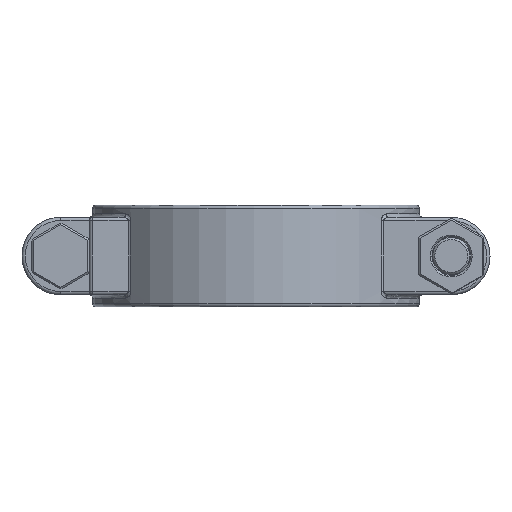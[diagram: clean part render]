
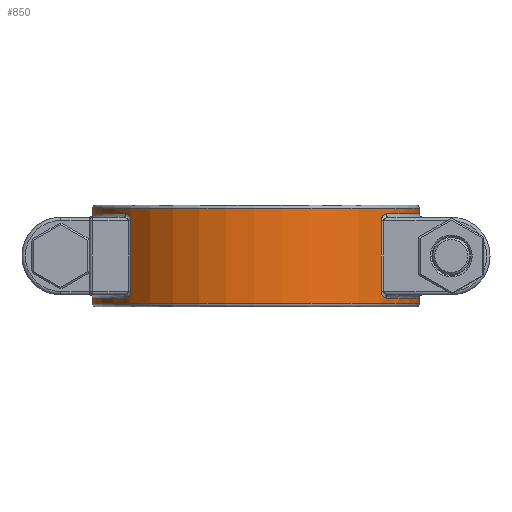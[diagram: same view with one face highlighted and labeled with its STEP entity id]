
A CAD part, front view. The second image highlights one B-rep face of the part: STEP entity #850.
In plain terms, the highlighted cylindrical face has radius 39.624 mm (diameter 79.248 mm), a partial arc.
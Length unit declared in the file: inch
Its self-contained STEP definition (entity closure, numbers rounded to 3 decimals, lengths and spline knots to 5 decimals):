
#142=CARTESIAN_POINT('',(-1.55967,0.03189,0.40125));
#143=VERTEX_POINT('',#142);
#204=CARTESIAN_POINT('',(-1.24505,0.93992,0.40125));
#205=VERTEX_POINT('',#204);
#223=CARTESIAN_POINT('',(0.0,0.0,0.40125));
#224=DIRECTION('',(0.0,0.0,-1.));
#225=DIRECTION('',(-0.942,0.335,0.0));
#226=AXIS2_PLACEMENT_3D('',#223,#224,#225);
#227=CIRCLE('',#226,1.56);
#228=EDGE_CURVE('',#143,#205,#227,.T.);
#367=CARTESIAN_POINT('',(-1.19633,1.00119,0.33875));
#368=VERTEX_POINT('',#367);
#393=CARTESIAN_POINT('',(-1.24505,0.93992,0.40125));
#394=CARTESIAN_POINT('',(-1.23877,0.94824,0.40125));
#395=CARTESIAN_POINT('',(-1.2292,0.96064,0.39868));
#396=CARTESIAN_POINT('',(-1.21946,0.9729,0.39167));
#397=CARTESIAN_POINT('',(-1.21524,0.97815,0.38763));
#398=CARTESIAN_POINT('',(-1.20972,0.985,0.38174));
#399=CARTESIAN_POINT('',(-1.20298,0.99321,0.37147));
#400=CARTESIAN_POINT('',(-1.19827,0.99887,0.35716));
#401=CARTESIAN_POINT('',(-1.19662,1.00085,0.34677));
#402=CARTESIAN_POINT('',(-1.19633,1.00119,0.34141));
#403=CARTESIAN_POINT('',(-1.19633,1.00119,0.33875));
#404=B_SPLINE_CURVE_WITH_KNOTS('',3,(#393,#394,#395,#396,#397,#398,#399,#400,#401,#402,#403),.UNSPECIFIED.,.F.,.U.,(4,1,1,1,1,1,1,1,4),(0.,0.08097,0.12146,0.13158,0.1417,0.20244,0.24292,0.26317,0.28341),.UNSPECIFIED.);
#405=EDGE_CURVE('',#205,#368,#404,.T.);
#415=CARTESIAN_POINT('',(-1.19633,1.00119,-0.33875));
#416=VERTEX_POINT('',#415);
#433=CARTESIAN_POINT('',(-1.19633,1.00119,0.33875));
#434=DIRECTION('',(0.0,0.0,-1.0));
#435=VECTOR('',#434,0.6775);
#436=LINE('',#433,#435);
#437=EDGE_CURVE('',#368,#416,#436,.T.);
#513=CARTESIAN_POINT('',(-1.24505,0.93992,-0.40125));
#514=VERTEX_POINT('',#513);
#538=CARTESIAN_POINT('',(-1.19633,1.00119,-0.33875));
#539=CARTESIAN_POINT('',(-1.19633,1.00119,-0.34406));
#540=CARTESIAN_POINT('',(-1.1972,1.00015,-0.35214));
#541=CARTESIAN_POINT('',(-1.20017,0.99659,-0.36315));
#542=CARTESIAN_POINT('',(-1.2039,0.99209,-0.37215));
#543=CARTESIAN_POINT('',(-1.21207,0.98213,-0.3855));
#544=CARTESIAN_POINT('',(-1.22312,0.96838,-0.39526));
#545=CARTESIAN_POINT('',(-1.23557,0.95239,-0.40037));
#546=CARTESIAN_POINT('',(-1.24191,0.94408,-0.40125));
#547=CARTESIAN_POINT('',(-1.24505,0.93992,-0.40125));
#548=B_SPLINE_CURVE_WITH_KNOTS('',3,(#538,#539,#540,#541,#542,#543,#544,#545,#546,#547),.UNSPECIFIED.,.F.,.U.,(4,1,1,1,1,1,1,4),(0.,0.04048,0.06072,0.09108,0.12144,0.2024,0.24288,0.28336),.UNSPECIFIED.);
#549=EDGE_CURVE('',#416,#514,#548,.T.);
#577=CARTESIAN_POINT('',(-1.55967,0.03189,-0.40125));
#578=VERTEX_POINT('',#577);
#596=CARTESIAN_POINT('',(0.0,0.0,-0.40125));
#597=DIRECTION('',(0.0,0.0,1.));
#598=DIRECTION('',(-0.942,0.335,0.0));
#599=AXIS2_PLACEMENT_3D('',#596,#597,#598);
#600=CIRCLE('',#599,1.56);
#601=EDGE_CURVE('',#514,#578,#600,.T.);
#714=CARTESIAN_POINT('',(0.0,0.0,0.0));
#715=DIRECTION('',(0.0,0.0,1.0));
#716=DIRECTION('',(1.0,0.0,0.0));
#717=AXIS2_PLACEMENT_3D('',#714,#715,#716);
#718=CYLINDRICAL_SURFACE('',#717,1.56);
#719=ORIENTED_EDGE('',*,*,#601,.F.);
#720=ORIENTED_EDGE('',*,*,#549,.F.);
#721=ORIENTED_EDGE('',*,*,#437,.F.);
#722=ORIENTED_EDGE('',*,*,#405,.F.);
#723=ORIENTED_EDGE('',*,*,#228,.F.);
#724=CARTESIAN_POINT('',(-1.55967,0.03189,0.45375));
#725=VERTEX_POINT('',#724);
#726=CARTESIAN_POINT('',(-1.55967,0.03189,0.45375));
#727=DIRECTION('',(0.0,0.0,-1.0));
#728=VECTOR('',#727,0.0525);
#729=LINE('',#726,#728);
#730=EDGE_CURVE('',#725,#143,#729,.T.);
#731=ORIENTED_EDGE('',*,*,#730,.F.);
#732=CARTESIAN_POINT('',(1.56,0.0,0.45375));
#733=VERTEX_POINT('',#732);
#734=CARTESIAN_POINT('',(0.0,0.0,0.45375));
#735=DIRECTION('',(0.0,0.0,1.0));
#736=DIRECTION('',(1.0,0.0,0.0));
#737=AXIS2_PLACEMENT_3D('',#734,#735,#736);
#738=CIRCLE('',#737,1.56);
#739=EDGE_CURVE('',#733,#725,#738,.T.);
#740=ORIENTED_EDGE('',*,*,#739,.F.);
#741=CARTESIAN_POINT('',(1.56,0.,0.39288));
#742=VERTEX_POINT('',#741);
#743=CARTESIAN_POINT('',(1.56,0.0,0.45375));
#744=DIRECTION('',(0.0,0.0,-1.0));
#745=VECTOR('',#744,0.06087);
#746=LINE('',#743,#745);
#747=EDGE_CURVE('',#733,#742,#746,.T.);
#748=ORIENTED_EDGE('',*,*,#747,.T.);
#749=CARTESIAN_POINT('',(1.5597,0.03064,0.40125));
#750=VERTEX_POINT('',#749);
#751=CARTESIAN_POINT('',(1.5597,0.03064,0.40125));
#752=CARTESIAN_POINT('',(1.55983,0.02379,0.40125));
#753=CARTESIAN_POINT('',(1.55997,0.01311,0.39943));
#754=CARTESIAN_POINT('',(1.56,0.00333,0.39484));
#755=CARTESIAN_POINT('',(1.56,0.,0.39287));
#756=B_SPLINE_CURVE_WITH_KNOTS('',3,(#751,#752,#753,#754,#755),.UNSPECIFIED.,.F.,.U.,(4,1,4),(0.99294,1.04613,1.0758),.UNSPECIFIED.);
#757=EDGE_CURVE('',#750,#742,#756,.T.);
#758=ORIENTED_EDGE('',*,*,#757,.F.);
#759=CARTESIAN_POINT('',(1.24505,0.93992,0.40125));
#760=VERTEX_POINT('',#759);
#761=CARTESIAN_POINT('',(0.0,0.0,0.40125));
#762=DIRECTION('',(0.0,0.0,-1.0));
#763=DIRECTION('',(0.942,0.334,0.0));
#764=AXIS2_PLACEMENT_3D('',#761,#762,#763);
#765=CIRCLE('',#764,1.56);
#766=EDGE_CURVE('',#760,#750,#765,.T.);
#767=ORIENTED_EDGE('',*,*,#766,.F.);
#768=CARTESIAN_POINT('',(1.19633,1.00119,0.33875));
#769=VERTEX_POINT('',#768);
#770=CARTESIAN_POINT('',(1.19633,1.00119,0.33875));
#771=CARTESIAN_POINT('',(1.19633,1.00119,0.34141));
#772=CARTESIAN_POINT('',(1.19662,1.00086,0.34677));
#773=CARTESIAN_POINT('',(1.19827,0.99887,0.35716));
#774=CARTESIAN_POINT('',(1.20298,0.99322,0.37146));
#775=CARTESIAN_POINT('',(1.21035,0.98424,0.38268));
#776=CARTESIAN_POINT('',(1.22152,0.97036,0.39396));
#777=CARTESIAN_POINT('',(1.23241,0.95654,0.39995));
#778=CARTESIAN_POINT('',(1.24191,0.94408,0.40125));
#779=CARTESIAN_POINT('',(1.24505,0.93992,0.40125));
#780=B_SPLINE_CURVE_WITH_KNOTS('',3,(#770,#771,#772,#773,#774,#775,#776,#777,#778,#779),.UNSPECIFIED.,.F.,.U.,(4,1,1,1,1,1,1,4),(0.0,0.02024,0.04049,0.08097,0.1417,0.16195,0.24292,0.28341),.UNSPECIFIED.);
#781=EDGE_CURVE('',#769,#760,#780,.T.);
#782=ORIENTED_EDGE('',*,*,#781,.F.);
#783=CARTESIAN_POINT('',(1.19633,1.00119,-0.33875));
#784=VERTEX_POINT('',#783);
#785=CARTESIAN_POINT('',(1.19633,1.00119,-0.33875));
#786=DIRECTION('',(0.0,0.0,1.0));
#787=VECTOR('',#786,0.6775);
#788=LINE('',#785,#787);
#789=EDGE_CURVE('',#784,#769,#788,.T.);
#790=ORIENTED_EDGE('',*,*,#789,.F.);
#791=CARTESIAN_POINT('',(1.24505,0.93992,-0.40125));
#792=VERTEX_POINT('',#791);
#793=CARTESIAN_POINT('',(1.24505,0.93992,-0.40125));
#794=CARTESIAN_POINT('',(1.24191,0.94408,-0.40125));
#795=CARTESIAN_POINT('',(1.23557,0.95239,-0.40037));
#796=CARTESIAN_POINT('',(1.22312,0.96838,-0.39526));
#797=CARTESIAN_POINT('',(1.21207,0.98213,-0.3855));
#798=CARTESIAN_POINT('',(1.2039,0.99209,-0.37215));
#799=CARTESIAN_POINT('',(1.20017,0.99659,-0.36315));
#800=CARTESIAN_POINT('',(1.1972,1.00015,-0.35214));
#801=CARTESIAN_POINT('',(1.19633,1.00119,-0.34406));
#802=CARTESIAN_POINT('',(1.19633,1.00119,-0.33875));
#803=B_SPLINE_CURVE_WITH_KNOTS('',3,(#793,#794,#795,#796,#797,#798,#799,#800,#801,#802),.UNSPECIFIED.,.F.,.U.,(4,1,1,1,1,1,1,4),(0.0,0.04048,0.08096,0.16192,0.19228,0.22264,0.24288,0.28336),.UNSPECIFIED.);
#804=EDGE_CURVE('',#792,#784,#803,.T.);
#805=ORIENTED_EDGE('',*,*,#804,.F.);
#806=CARTESIAN_POINT('',(1.5597,0.03064,-0.40125));
#807=VERTEX_POINT('',#806);
#808=CARTESIAN_POINT('',(0.0,0.0,-0.40125));
#809=DIRECTION('',(0.0,0.0,1.0));
#810=DIRECTION('',(0.942,0.334,0.0));
#811=AXIS2_PLACEMENT_3D('',#808,#809,#810);
#812=CIRCLE('',#811,1.56);
#813=EDGE_CURVE('',#807,#792,#812,.T.);
#814=ORIENTED_EDGE('',*,*,#813,.F.);
#815=CARTESIAN_POINT('',(1.56,0.,-0.39288));
#816=VERTEX_POINT('',#815);
#817=CARTESIAN_POINT('',(1.56,0.,-0.39288));
#818=CARTESIAN_POINT('',(1.56,0.00333,-0.39484));
#819=CARTESIAN_POINT('',(1.55997,0.01311,-0.39944));
#820=CARTESIAN_POINT('',(1.55983,0.02379,-0.40125));
#821=CARTESIAN_POINT('',(1.5597,0.03064,-0.40125));
#822=B_SPLINE_CURVE_WITH_KNOTS('',3,(#817,#818,#819,#820,#821),.UNSPECIFIED.,.F.,.U.,(4,1,4),(-0.08288,-0.05319,0.),.UNSPECIFIED.);
#823=EDGE_CURVE('',#816,#807,#822,.T.);
#824=ORIENTED_EDGE('',*,*,#823,.F.);
#825=CARTESIAN_POINT('',(1.56,0.0,-0.45375));
#826=VERTEX_POINT('',#825);
#827=CARTESIAN_POINT('',(1.56,0.0,-0.39288));
#828=DIRECTION('',(0.0,0.0,-1.0));
#829=VECTOR('',#828,0.06087);
#830=LINE('',#827,#829);
#831=EDGE_CURVE('',#816,#826,#830,.T.);
#832=ORIENTED_EDGE('',*,*,#831,.T.);
#833=CARTESIAN_POINT('',(-1.55967,0.03189,-0.45375));
#834=VERTEX_POINT('',#833);
#835=CARTESIAN_POINT('',(0.0,0.0,-0.45375));
#836=DIRECTION('',(0.0,0.0,1.0));
#837=DIRECTION('',(1.0,0.0,0.0));
#838=AXIS2_PLACEMENT_3D('',#835,#836,#837);
#839=CIRCLE('',#838,1.56);
#840=EDGE_CURVE('',#826,#834,#839,.T.);
#841=ORIENTED_EDGE('',*,*,#840,.T.);
#842=CARTESIAN_POINT('',(-1.55967,0.03189,-0.40125));
#843=DIRECTION('',(0.0,0.0,-1.0));
#844=VECTOR('',#843,0.0525);
#845=LINE('',#842,#844);
#846=EDGE_CURVE('',#578,#834,#845,.T.);
#847=ORIENTED_EDGE('',*,*,#846,.F.);
#848=EDGE_LOOP('',(#719,#720,#721,#722,#723,#731,#740,#748,#758,#767,#782,#790,#805,#814,#824,#832,#841,#847));
#849=FACE_OUTER_BOUND('',#848,.T.);
#850=ADVANCED_FACE('',(#849),#718,.T.);
